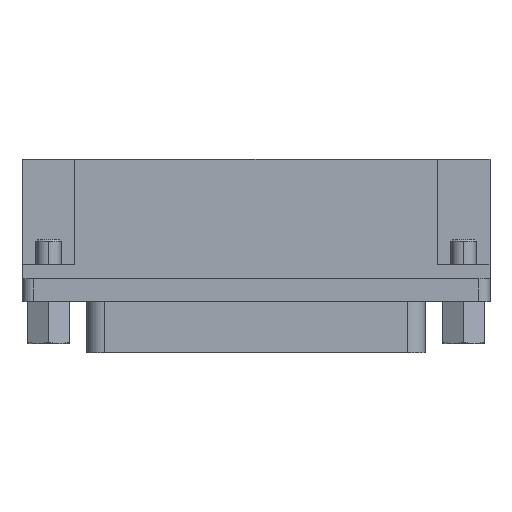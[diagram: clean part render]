
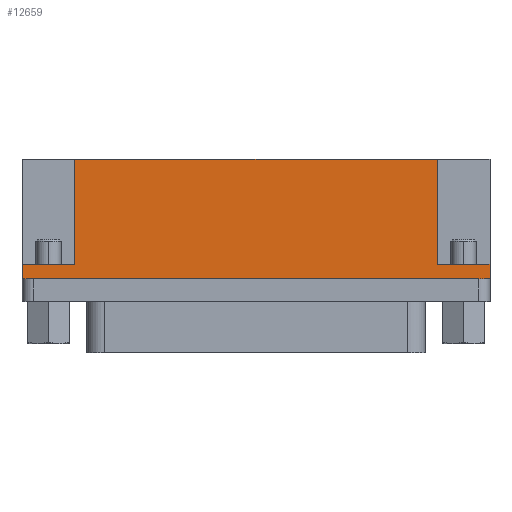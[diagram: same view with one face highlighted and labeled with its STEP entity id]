
A CAD part, top view. The second image highlights one B-rep face of the part: STEP entity #12659.
In plain terms, the highlighted planar face has unit normal (0, 0, 1).
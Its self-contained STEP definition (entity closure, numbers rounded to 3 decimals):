
#12469 = VERTEX_POINT('',#12470);
#12470 = CARTESIAN_POINT('',(-36.04,2.688,10.563));
#12476 = EDGE_CURVE('',#12469,#12477,#12479,.T.);
#12477 = VERTEX_POINT('',#12478);
#12478 = CARTESIAN_POINT('',(5.06,2.688,10.563));
#12479 = LINE('',#12480,#12481);
#12480 = CARTESIAN_POINT('',(-15.49,2.688,10.563));
#12481 = VECTOR('',#12482,1.);
#12482 = DIRECTION('',(1.,0.,0.));
#12566 = VERTEX_POINT('',#12567);
#12567 = CARTESIAN_POINT('',(-36.04,-9.213,10.563));
#12573 = EDGE_CURVE('',#12469,#12566,#12574,.T.);
#12574 = LINE('',#12575,#12576);
#12575 = CARTESIAN_POINT('',(-36.04,-3.524,10.563));
#12576 = VECTOR('',#12577,1.);
#12577 = DIRECTION('',(0.,-1.,0.));
#12640 = VERTEX_POINT('',#12641);
#12641 = CARTESIAN_POINT('',(-42.015,-9.213,10.563));
#12647 = EDGE_CURVE('',#12566,#12640,#12648,.T.);
#12648 = LINE('',#12649,#12650);
#12649 = CARTESIAN_POINT('',(-30.765,-9.213,10.563));
#12650 = VECTOR('',#12651,1.);
#12651 = DIRECTION('',(-1.,0.,0.));
#12659 = ADVANCED_FACE('',(#12660),#12703,.T.);
#12660 = FACE_BOUND('',#12661,.T.);
#12661 = EDGE_LOOP('',(#12662,#12663,#12664,#12672,#12680,#12688,#12696,
    #12702));
#12662 = ORIENTED_EDGE('',*,*,#12573,.T.);
#12663 = ORIENTED_EDGE('',*,*,#12647,.T.);
#12664 = ORIENTED_EDGE('',*,*,#12665,.F.);
#12665 = EDGE_CURVE('',#12666,#12640,#12668,.T.);
#12666 = VERTEX_POINT('',#12667);
#12667 = CARTESIAN_POINT('',(-42.015,-10.853,10.563));
#12668 = LINE('',#12669,#12670);
#12669 = CARTESIAN_POINT('',(-42.015,-0.623,10.563));
#12670 = VECTOR('',#12671,1.);
#12671 = DIRECTION('',(0.,1.,0.));
#12672 = ORIENTED_EDGE('',*,*,#12673,.T.);
#12673 = EDGE_CURVE('',#12666,#12674,#12676,.T.);
#12674 = VERTEX_POINT('',#12675);
#12675 = CARTESIAN_POINT('',(11.035,-10.853,10.563));
#12676 = LINE('',#12677,#12678);
#12677 = CARTESIAN_POINT('',(-15.49,-10.853,10.563));
#12678 = VECTOR('',#12679,1.);
#12679 = DIRECTION('',(1.,0.,0.));
#12680 = ORIENTED_EDGE('',*,*,#12681,.F.);
#12681 = EDGE_CURVE('',#12682,#12674,#12684,.T.);
#12682 = VERTEX_POINT('',#12683);
#12683 = CARTESIAN_POINT('',(11.035,-9.213,10.563));
#12684 = LINE('',#12685,#12686);
#12685 = CARTESIAN_POINT('',(11.035,-0.623,10.563));
#12686 = VECTOR('',#12687,1.);
#12687 = DIRECTION('',(0.,-1.,0.));
#12688 = ORIENTED_EDGE('',*,*,#12689,.T.);
#12689 = EDGE_CURVE('',#12682,#12690,#12692,.T.);
#12690 = VERTEX_POINT('',#12691);
#12691 = CARTESIAN_POINT('',(5.06,-9.213,10.563));
#12692 = LINE('',#12693,#12694);
#12693 = CARTESIAN_POINT('',(-5.215,-9.213,10.563));
#12694 = VECTOR('',#12695,1.);
#12695 = DIRECTION('',(-1.,0.,0.));
#12696 = ORIENTED_EDGE('',*,*,#12697,.T.);
#12697 = EDGE_CURVE('',#12690,#12477,#12698,.T.);
#12698 = LINE('',#12699,#12700);
#12699 = CARTESIAN_POINT('',(5.06,-3.524,10.563));
#12700 = VECTOR('',#12701,1.);
#12701 = DIRECTION('',(0.,1.,0.));
#12702 = ORIENTED_EDGE('',*,*,#12476,.F.);
#12703 = PLANE('',#12704);
#12704 = AXIS2_PLACEMENT_3D('',#12705,#12706,#12707);
#12705 = CARTESIAN_POINT('',(-15.49,-3.933,10.563));
#12706 = DIRECTION('',(0.,0.,1.));
#12707 = DIRECTION('',(1.,0.,0.));
